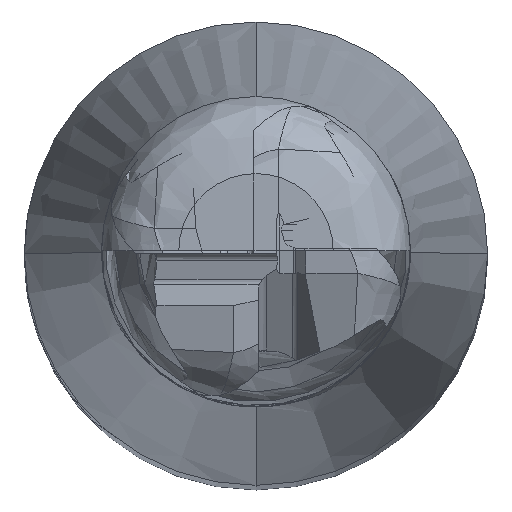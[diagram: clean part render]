
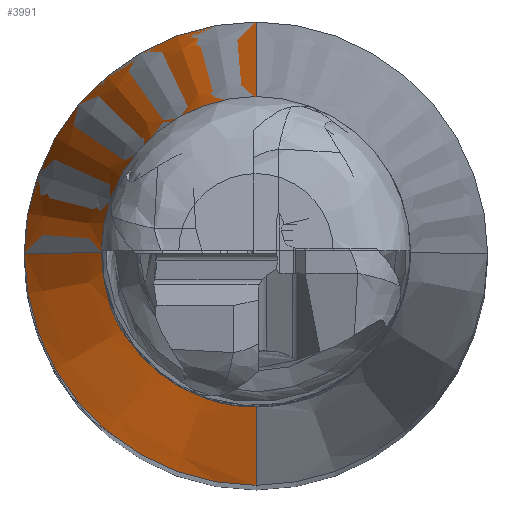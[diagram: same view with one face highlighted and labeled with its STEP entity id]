
A CAD part, top view. The second image highlights one B-rep face of the part: STEP entity #3991.
In plain terms, the highlighted conical face has half-angle 7.125 degrees and reference radius 2.5 mm.
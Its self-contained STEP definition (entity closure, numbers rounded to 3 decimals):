
#195=CARTESIAN_POINT('',(-1.921,-0.556,44.));
#310=CARTESIAN_POINT('',(-1.662,-1.112,44.));
#610=DIRECTION('',(0.,0.124,-0.992));
#611=VECTOR('',#610,8.062);
#612=CARTESIAN_POINT('',(0.,2.,44.));
#613=LINE('',#612,#611);
#619=DIRECTION('',(0.,-0.124,-0.992));
#620=VECTOR('',#619,8.062);
#621=CARTESIAN_POINT('',(0.,-2.,44.));
#622=LINE('',#621,#620);
#628=CARTESIAN_POINT('',(-1.662,-1.112,44.));
#629=CARTESIAN_POINT('',(-1.672,-1.101,43.985));
#630=CARTESIAN_POINT('',(-1.691,-1.077,43.959));
#631=CARTESIAN_POINT('',(-1.718,-1.041,43.929));
#632=CARTESIAN_POINT('',(-1.744,-1.002,43.907));
#633=CARTESIAN_POINT('',(-1.769,-0.962,
43.892));
#634=CARTESIAN_POINT('',(-1.794,-0.918,
43.883));
#635=CARTESIAN_POINT('',(-1.818,-0.87,
43.881));
#636=CARTESIAN_POINT('',(-1.841,-0.818,
43.886));
#637=CARTESIAN_POINT('',(-1.864,-0.761,
43.9));
#638=CARTESIAN_POINT('',(-1.885,-0.698,
43.922));
#639=CARTESIAN_POINT('',(-1.904,-0.63,
43.955));
#640=CARTESIAN_POINT('',(-1.916,-0.582,
43.984));
#641=CARTESIAN_POINT('',(-1.921,-0.556,44.));
#643=CARTESIAN_POINT('',(0.,0.,44.));
#644=DIRECTION('',(0.,0.,1.));
#645=DIRECTION('',(-0.831,-0.556,0.));
#646=AXIS2_PLACEMENT_3D('',#643,#644,#645);
#648=CARTESIAN_POINT('',(0.,0.,36.));
#649=DIRECTION('',(0.,0.,1.));
#650=DIRECTION('',(0.,1.,0.));
#651=AXIS2_PLACEMENT_3D('',#648,#649,#650);
#653=CARTESIAN_POINT('',(0.,0.,44.));
#654=DIRECTION('',(0.,0.,1.));
#655=DIRECTION('',(0.,1.,0.));
#656=AXIS2_PLACEMENT_3D('',#653,#654,#655);
#658=CARTESIAN_POINT('',(-1.112,1.662,44.));
#659=CARTESIAN_POINT('',(-1.101,1.672,43.985));
#660=CARTESIAN_POINT('',(-1.078,1.691,43.959));
#661=CARTESIAN_POINT('',(-1.041,1.718,43.929));
#662=CARTESIAN_POINT('',(-1.003,1.744,43.907));
#663=CARTESIAN_POINT('',(-0.962,1.769,43.892));
#664=CARTESIAN_POINT('',(-0.919,1.793,43.883));
#665=CARTESIAN_POINT('',(-0.871,1.817,43.881));
#666=CARTESIAN_POINT('',(-0.819,1.841,43.886));
#667=CARTESIAN_POINT('',(-0.762,1.863,43.899));
#668=CARTESIAN_POINT('',(-0.699,1.885,43.922));
#669=CARTESIAN_POINT('',(-0.631,1.904,43.954));
#670=CARTESIAN_POINT('',(-0.582,1.916,43.983));
#671=CARTESIAN_POINT('',(-0.556,1.921,44.));
#673=CARTESIAN_POINT('',(0.,0.,44.));
#674=DIRECTION('',(0.,0.,1.));
#675=DIRECTION('',(-0.556,0.831,0.));
#676=AXIS2_PLACEMENT_3D('',#673,#674,#675);
#2915=CARTESIAN_POINT('',(0.,3.,36.));
#2916=VERTEX_POINT('',#2915);
#2917=CARTESIAN_POINT('',(0.,-3.,36.));
#2918=VERTEX_POINT('',#2917);
#2925=CARTESIAN_POINT('',(0.,2.,44.));
#2926=VERTEX_POINT('',#2925);
#2927=CARTESIAN_POINT('',(0.,-2.,44.));
#2928=VERTEX_POINT('',#2927);
#2989=VERTEX_POINT('',#658);
#2990=VERTEX_POINT('',#671);
#3139=VERTEX_POINT('',#195);
#3140=VERTEX_POINT('',#310);
#3973=CARTESIAN_POINT('',(0.,0.,40.));
#3974=DIRECTION('',(0.,0.,-1.));
#3975=DIRECTION('',(0.,1.,0.));
#3976=AXIS2_PLACEMENT_3D('',#3973,#3974,#3975);
#3977=CONICAL_SURFACE('',#3976,2.5,7.125);
#3979=ORIENTED_EDGE('',*,*,#3978,.F.);
#3980=ORIENTED_EDGE('',*,*,#3281,.T.);
#3981=ORIENTED_EDGE('',*,*,#3967,.T.);
#3983=ORIENTED_EDGE('',*,*,#3982,.F.);
#3984=ORIENTED_EDGE('',*,*,#3963,.F.);
#3985=ORIENTED_EDGE('',*,*,#3205,.T.);
#3987=ORIENTED_EDGE('',*,*,#3986,.F.);
#3988=ORIENTED_EDGE('',*,*,#3249,.T.);
#3989=EDGE_LOOP('',(#3979,#3980,#3981,#3983,#3984,#3985,#3987,#3988));
#3990=FACE_OUTER_BOUND('',#3989,.F.);
#642=B_SPLINE_CURVE_WITH_KNOTS('',3,(#628,#629,#630,#631,#632,#633,#634,#635,
#636,#637,#638,#639,#640,#641),.UNSPECIFIED.,.F.,.F.,(4,1,1,1,1,1,1,1,1,1,1,4),(
0.,0.091,0.182,0.273,0.364,
0.455,0.545,0.636,0.727,
0.818,0.909,1.),.UNSPECIFIED.);
#647=CIRCLE('',#646,2.);
#652=CIRCLE('',#651,3.);
#657=CIRCLE('',#656,2.);
#672=B_SPLINE_CURVE_WITH_KNOTS('',3,(#658,#659,#660,#661,#662,#663,#664,#665,
#666,#667,#668,#669,#670,#671),.UNSPECIFIED.,.F.,.F.,(4,1,1,1,1,1,1,1,1,1,1,4),(
0.,0.091,0.182,0.273,0.364,
0.455,0.545,0.636,0.727,
0.818,0.909,1.),.UNSPECIFIED.);
#677=CIRCLE('',#676,2.);
#3205=EDGE_CURVE('',#2926,#2990,#657,.T.);
#3249=EDGE_CURVE('',#2989,#3139,#677,.T.);
#3281=EDGE_CURVE('',#3140,#2928,#647,.T.);
#3963=EDGE_CURVE('',#2926,#2916,#613,.T.);
#3967=EDGE_CURVE('',#2928,#2918,#622,.T.);
#3978=EDGE_CURVE('',#3140,#3139,#642,.T.);
#3982=EDGE_CURVE('',#2916,#2918,#652,.T.);
#3986=EDGE_CURVE('',#2989,#2990,#672,.T.);
#3991=ADVANCED_FACE('',(#3990),#3977,.T.);
